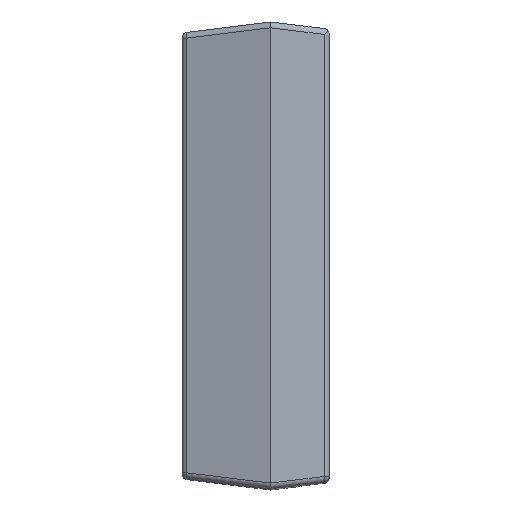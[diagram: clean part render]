
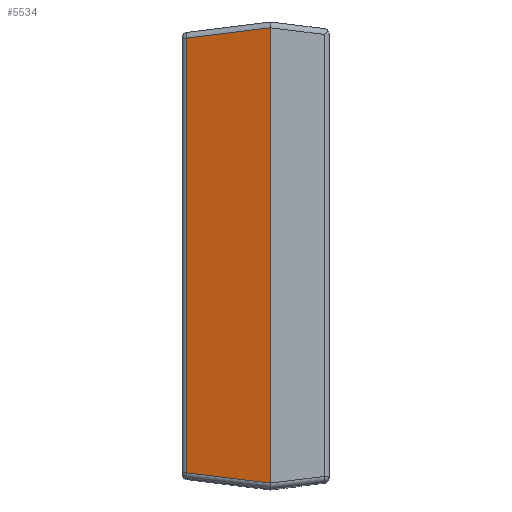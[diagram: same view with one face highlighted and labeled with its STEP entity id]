
A CAD part, top view. The second image highlights one B-rep face of the part: STEP entity #5534.
In plain terms, the highlighted planar face has unit normal (-0.259, 0, 0.966).
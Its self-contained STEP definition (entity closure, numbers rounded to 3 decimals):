
#39=ELLIPSE('',#5880,0.538,0.2);
#42=ELLIPSE('',#5885,0.538,0.2);
#485=FACE_OUTER_BOUND('',#822,.T.);
#822=EDGE_LOOP('',(#4324,#4325,#4326,#4327,#4328,#4329));
#1317=LINE('',#8856,#1952);
#1320=LINE('',#8862,#1955);
#1321=LINE('',#8864,#1956);
#1322=LINE('',#8866,#1957);
#1952=VECTOR('',#6797,1.);
#1955=VECTOR('',#6802,1.);
#1956=VECTOR('',#6803,1.);
#1957=VECTOR('',#6804,1.);
#2520=VERTEX_POINT('',#8827);
#2521=VERTEX_POINT('',#8828);
#2526=VERTEX_POINT('',#8855);
#2528=VERTEX_POINT('',#8861);
#2529=VERTEX_POINT('',#8863);
#2530=VERTEX_POINT('',#8865);
#3154=EDGE_CURVE('',#2520,#2521,#39,.T.);
#3160=EDGE_CURVE('',#2526,#2521,#1317,.T.);
#3163=EDGE_CURVE('',#2528,#2520,#1320,.T.);
#3164=EDGE_CURVE('',#2529,#2528,#1321,.T.);
#3165=EDGE_CURVE('',#2530,#2529,#1322,.T.);
#3166=EDGE_CURVE('',#2526,#2530,#42,.T.);
#4324=ORIENTED_EDGE('',*,*,#3154,.F.);
#4325=ORIENTED_EDGE('',*,*,#3163,.F.);
#4326=ORIENTED_EDGE('',*,*,#3164,.F.);
#4327=ORIENTED_EDGE('',*,*,#3165,.F.);
#4328=ORIENTED_EDGE('',*,*,#3166,.F.);
#4329=ORIENTED_EDGE('',*,*,#3160,.T.);
#5272=PLANE('',#5884);
#5534=ADVANCED_FACE('',(#485),#5272,.F.);
#5880=AXIS2_PLACEMENT_3D('',#8829,#6787,#6788);
#5884=AXIS2_PLACEMENT_3D('',#8860,#6800,#6801);
#5885=AXIS2_PLACEMENT_3D('',#8867,#6805,#6806);
#6787=DIRECTION('center_axis',(0.259,0.,-0.966));
#6788=DIRECTION('ref_axis',(0.958,-0.13,0.257));
#6797=DIRECTION('',(0.,1.,0.));
#6800=DIRECTION('center_axis',(0.259,0.,-0.966));
#6801=DIRECTION('ref_axis',(-0.966,0.,-0.259));
#6802=DIRECTION('',(0.959,0.118,0.257));
#6803=DIRECTION('',(0.,1.,0.));
#6804=DIRECTION('',(-0.959,0.118,-0.257));
#6805=DIRECTION('center_axis',(0.259,0.,-0.966));
#6806=DIRECTION('ref_axis',(0.958,0.13,0.257));
#8827=CARTESIAN_POINT('',(0.71,7.705,25.27));
#8828=CARTESIAN_POINT('',(0.71,7.701,25.27));
#8829=CARTESIAN_POINT('Origin',(0.194,7.762,25.132));
#8855=CARTESIAN_POINT('',(0.71,-7.701,25.27));
#8856=CARTESIAN_POINT('',(0.71,-7.9,25.27));
#8860=CARTESIAN_POINT('Origin',(0.71,-7.9,25.27));
#8861=CARTESIAN_POINT('',(-2.142,7.355,24.506));
#8862=CARTESIAN_POINT('',(-4.335,7.085,23.918));
#8863=CARTESIAN_POINT('',(-2.142,-7.355,24.506));
#8864=CARTESIAN_POINT('',(-2.142,-3.95,24.506));
#8865=CARTESIAN_POINT('',(0.71,-7.705,25.27));
#8866=CARTESIAN_POINT('',(-2.041,-7.367,24.533));
#8867=CARTESIAN_POINT('Origin',(0.194,-7.762,25.132));
